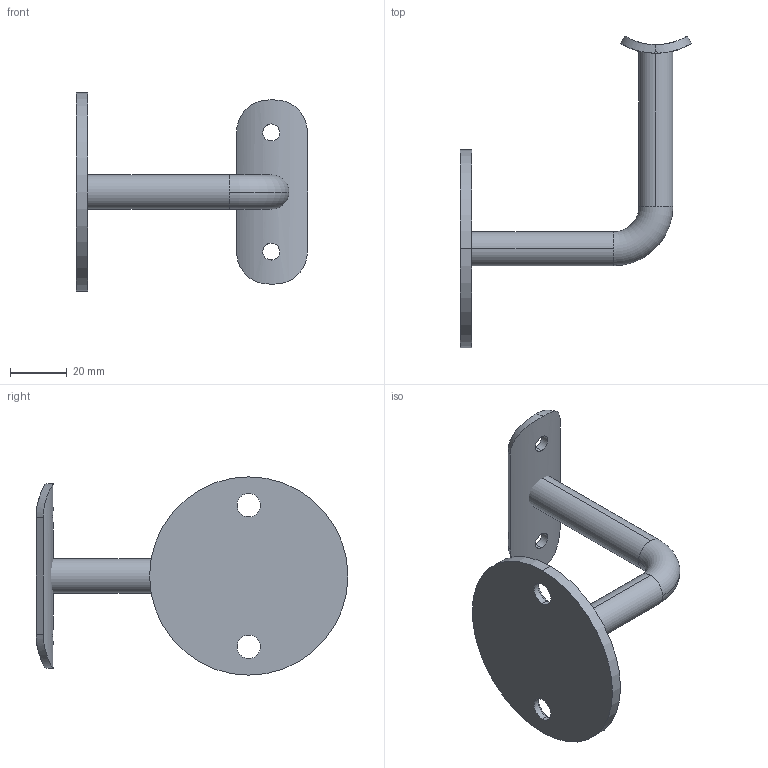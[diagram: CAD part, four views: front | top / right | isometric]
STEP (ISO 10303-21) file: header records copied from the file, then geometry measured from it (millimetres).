
FILE_DESCRIPTION (( 'STEP AP203' ), '1' );
FILE_NAME ('GW_2692_70x4_188851400.STEP', '2024-11-12T09:17:07', ( '' ), ( '' ), 'SwSTEP 2.0', 'SolidWorks 2023', '' );
FILE_SCHEMA (( 'CONFIG_CONTROL_DESIGN' ));
Length unit declared in the file: millimetre
Products named in the file (1): GW_2692_70x4_188851400
Bounding box: 81.56 x 110.08 x 70 mm (x, y, z)
Volume: 33782.6 mm3; surface area: 17401.6 mm2
Topology: 3 solids, 3 shells, 74 faces, 176 edges, 114 vertices
Faces by surface type: cylinder 32, plane 30, cone 10, torus 2
Entity records: 2763 total; most frequent: CARTESIAN_POINT 943, DIRECTION 362, ORIENTED_EDGE 352, EDGE_CURVE 176, AXIS2_PLACEMENT_3D 133, VERTEX_POINT 114, LINE 96, VECTOR 96
